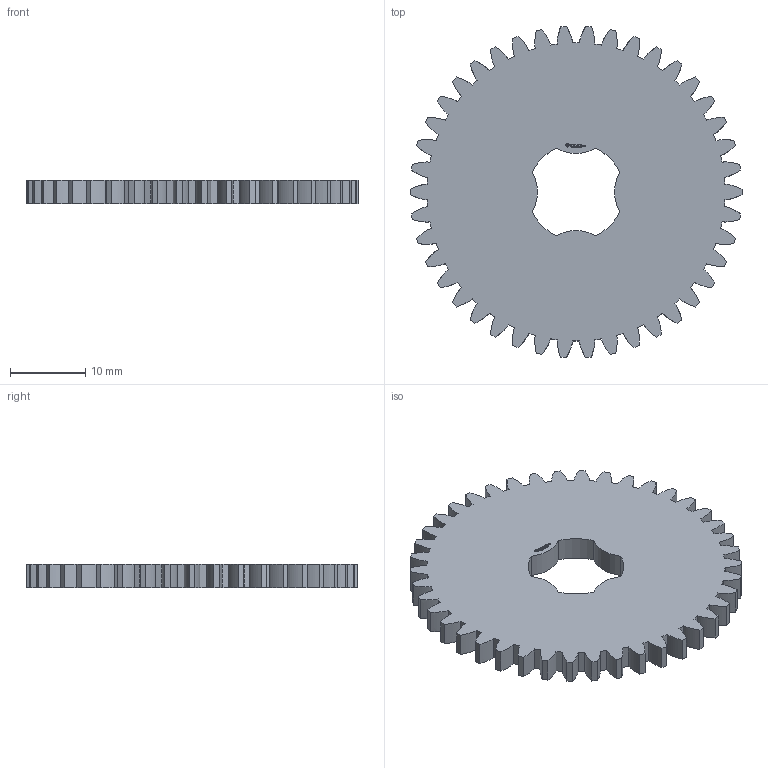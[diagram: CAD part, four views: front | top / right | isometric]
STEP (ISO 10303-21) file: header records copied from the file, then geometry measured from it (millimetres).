
FILE_DESCRIPTION(('FreeCAD Model'),'2;1');
FILE_NAME('Open CASCADE Shape Model','2024-03-09T20:26:47',(''),(''), 'Open CASCADE STEP processor 7.6','FreeCAD','Unknown');
FILE_SCHEMA(('AUTOMOTIVE_DESIGN { 1 0 10303 214 1 1 1 1 }'));
Products named in the file (1): Gear Wheel PLN TTH42 BU00.25 SFT-SHD - SPN-GWH-0145 (stemfie.org)
Bounding box: 43.99 x 43.93 x 3.12 mm (x, y, z)
Volume: 3951.7 mm3; surface area: 3498 mm2
Topology: 1 solids, 1 shells, 625 faces, 1779 edges, 1186 vertices
Faces by surface type: plane 333, extrusion 284, cylinder 8
Entity records: 55578 total; most frequent: CARTESIAN_POINT 17559, DIRECTION 5185, VECTOR 4453, LINE 4169, ORIENTED_EDGE 3558, PCURVE 3558, DEFINITIONAL_REPRESENTATION 3558, EDGE_CURVE 1779
